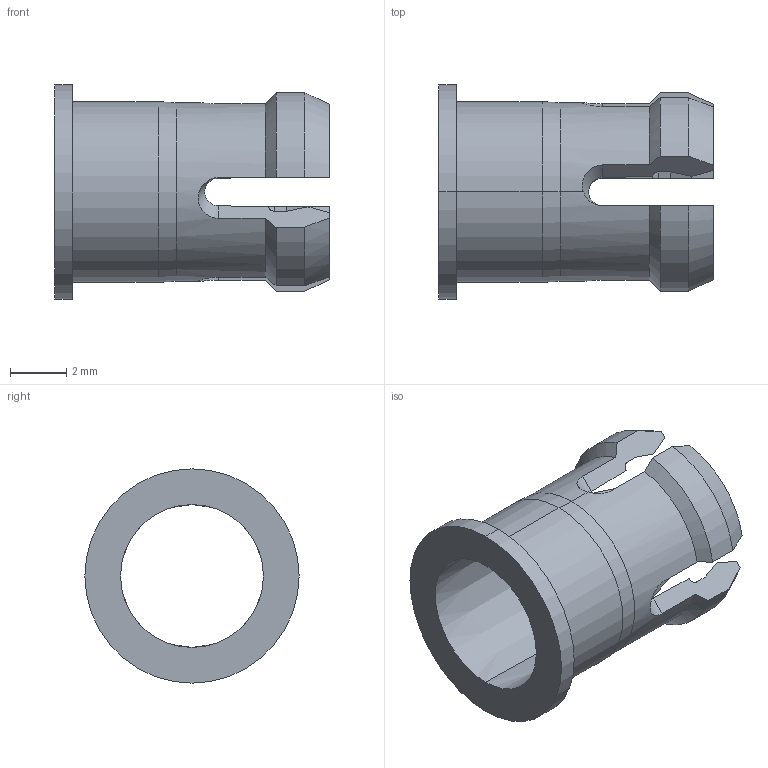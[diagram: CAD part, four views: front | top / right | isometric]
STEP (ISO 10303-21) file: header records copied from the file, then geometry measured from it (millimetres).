
FILE_DESCRIPTION (( 'STEP AP214' ), '1' );
FILE_NAME ('CLP_126.STEP', '2018-10-02T21:17:55', ( 'user' ), ( 'Microsoft' ), 'SwSTEP 2.0', 'SolidWorks 2018', '' );
FILE_SCHEMA (( 'AUTOMOTIVE_DESIGN' ));
Length unit declared in the file: inch
Products named in the file (1): CLP_126
Bounding box: 9.77 x 7.62 x 7.62 mm (x, y, z)
Volume: 104.4 mm3; surface area: 389.9 mm2
Topology: 1 solids, 1 shells, 56 faces, 158 edges, 104 vertices
Faces by surface type: cone 20, cylinder 14, plane 14, torus 4, bspline 4
Entity records: 2706 total; most frequent: CARTESIAN_POINT 1295, ORIENTED_EDGE 316, DIRECTION 252, EDGE_CURVE 158, VERTEX_POINT 104, AXIS2_PLACEMENT_3D 101, B_SPLINE_CURVE_WITH_KNOTS 60, EDGE_LOOP 58
